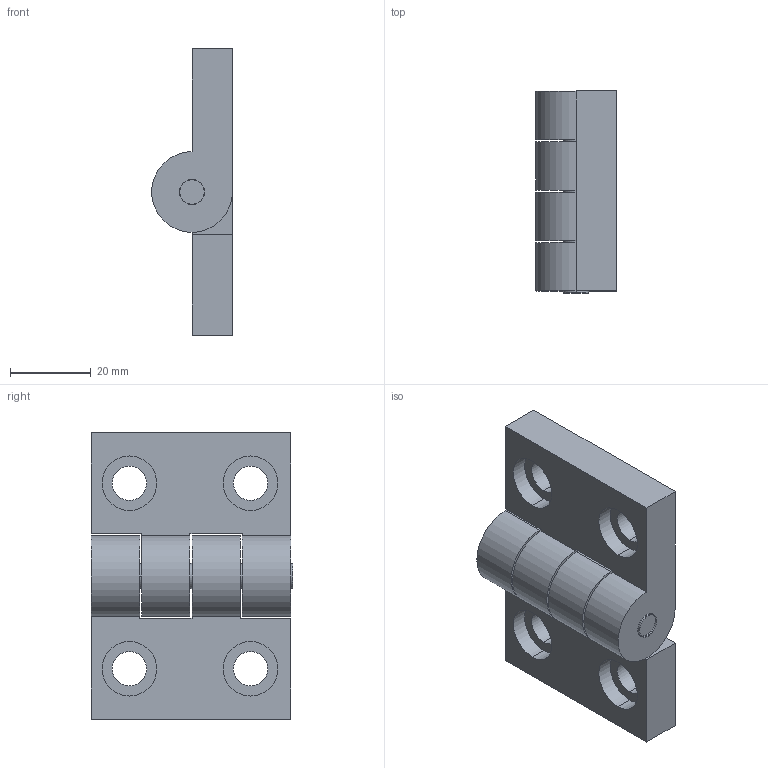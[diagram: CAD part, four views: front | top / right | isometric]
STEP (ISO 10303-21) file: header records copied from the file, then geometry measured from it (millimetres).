
FILE_DESCRIPTION (( 'STEP AP214' ), '1' );
FILE_NAME ('Rexnord-S0337-S0337 -60334.STEP', '2020-05-04T10:15:58', ( '' ), ( '' ), 'SwSTEP 2.0', 'SolidWorks 2019', '' );
FILE_SCHEMA (( 'AUTOMOTIVE_DESIGN' ));
Length unit declared in the file: millimetre
Products named in the file (2): Rexnord-S0337-S0337 -60334; Rexnord-S0337-S0337 -60334_60334
Assembly tree (1 placements, depth 2):
  Rexnord-S0337-S0337 -60334
    Rexnord-S0337-S0337 -60334_60334
Bounding box: 20 x 50 x 71 mm (x, y, z)
Volume: 37491 mm3; surface area: 13699.5 mm2
Topology: 1 solids, 1 shells, 61 faces, 150 edges, 100 vertices
Faces by surface type: cylinder 34, plane 27
Entity records: 2571 total; most frequent: DIRECTION 348, CARTESIAN_POINT 315, ORIENTED_EDGE 300, EDGE_CURVE 150, AXIS2_PLACEMENT_3D 133, VERTEX_POINT 100, LINE 82, EDGE_LOOP 82
